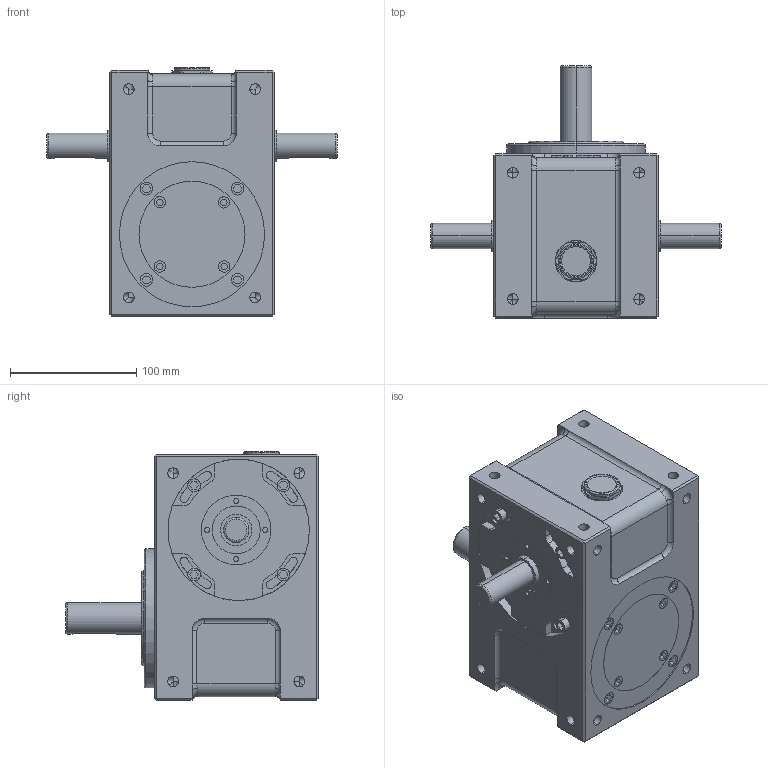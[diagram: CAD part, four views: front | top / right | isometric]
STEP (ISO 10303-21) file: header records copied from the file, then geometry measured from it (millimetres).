
FILE_DESCRIPTION (( 'STEP AP203' ), '1' );
FILE_NAME ('7DFS¼Ð·Ç.STEP', '2025-05-26T05:19:24', ( '' ), ( '' ), 'SwSTEP 2.0', 'SolidWorks 2018', '' );
FILE_SCHEMA (( 'CONFIG_CONTROL_DESIGN' ));
Length unit declared in the file: millimetre
Products named in the file (1): 7DFS標準
Bounding box: 230 x 200 x 197 mm (x, y, z)
Volume: 3248288.9 mm3; surface area: 171918.9 mm2
Topology: 1 solids, 1 shells, 603 faces, 1507 edges, 952 vertices
Faces by surface type: plane 308, cylinder 240, torus 30, bspline 25
Entity records: 19342 total; most frequent: CARTESIAN_POINT 4548, DIRECTION 3189, ORIENTED_EDGE 3014, EDGE_CURVE 1507, AXIS2_PLACEMENT_3D 1189, VERTEX_POINT 952, VECTOR 811, LINE 811
